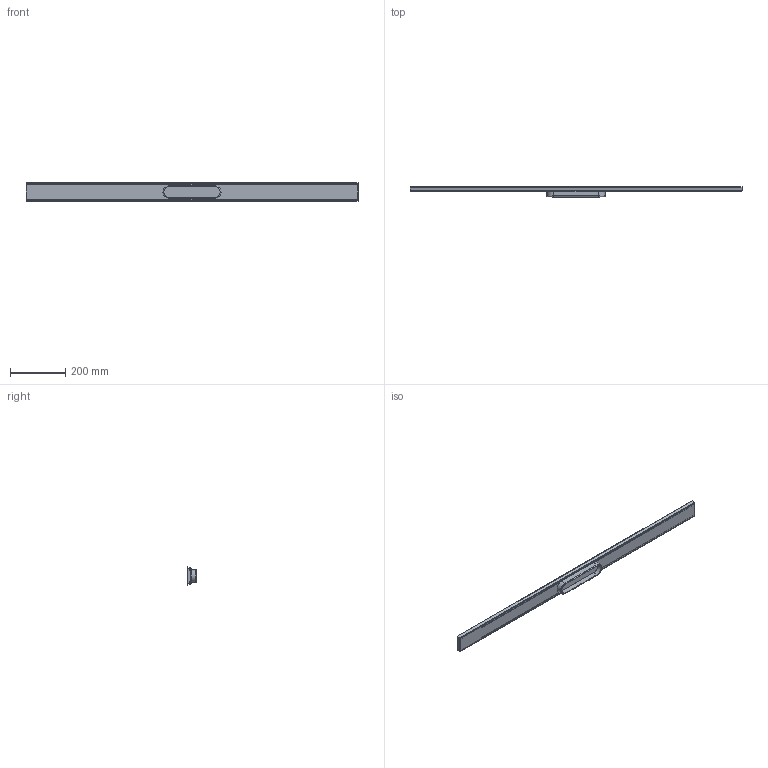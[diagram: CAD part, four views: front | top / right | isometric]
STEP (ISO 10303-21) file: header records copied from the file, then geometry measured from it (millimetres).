
FILE_DESCRIPTION(('CATIA V6 STEP','CAx-IF Rec.Pracs.--- Model Styling and Organization---1.5--- 2016-08-15','CAx-IF Rec.Pracs.---Supplemental Geometry---1.0---2011-11-01','CAx-IF Rec.Pracs.--- Composite Materials ---3.4---2017-06-13','CAx-IF Rec.Pracs.---Tessellated 3D Geometry---1.0---2015-12-17'),'2;1');
FILE_NAME('prd-HG-00226947.stp','2022-06-28T11:10:04+00:00',('none'),('none'),'3DEXPERIENCE Platform3DEXPERIENCE R2021x HotFix 8','3DEXPERIENCE Platform STEP AP242 v2','none');
FILE_SCHEMA(('AP242_MANAGED_MODEL_BASED_3D_ENGINEERING_MIM_LF {1 0 10303 442 1 1 4}'));
Length unit declared in the file: millimetre
Products named in the file (5): P-2_HG_RainDrain_Original_FS_Duschr.1200_BST; P-2_AA133-12; P-2_AA027-12_AF0_ASM; P-2_AA032-12_AF0; P-2_CCF_0001_RING_2021
Assembly tree (4 placements, depth 3):
  P-2_HG_RainDrain_Original_FS_Duschr.1200_BST
    P-2_AA133-12
    P-2_AA027-12_AF0_ASM
      P-2_AA032-12_AF0
      P-2_CCF_0001_RING_2021
Bounding box: 1200 x 36.07 x 65.15 mm (x, y, z)
Volume: 279360.7 mm3; surface area: 468183.5 mm2
Topology: 3 solids, 3 shells, 153 faces, 352 edges, 204 vertices
Faces by surface type: plane 85, cylinder 52, bspline 8, torus 8
Entity records: 5051 total; most frequent: CARTESIAN_POINT 1935, ORIENTED_EDGE 704, DIRECTION 472, EDGE_CURVE 352, VECTOR 204, LINE 204, VERTEX_POINT 204, AXIS2_PLACEMENT_3D 181
